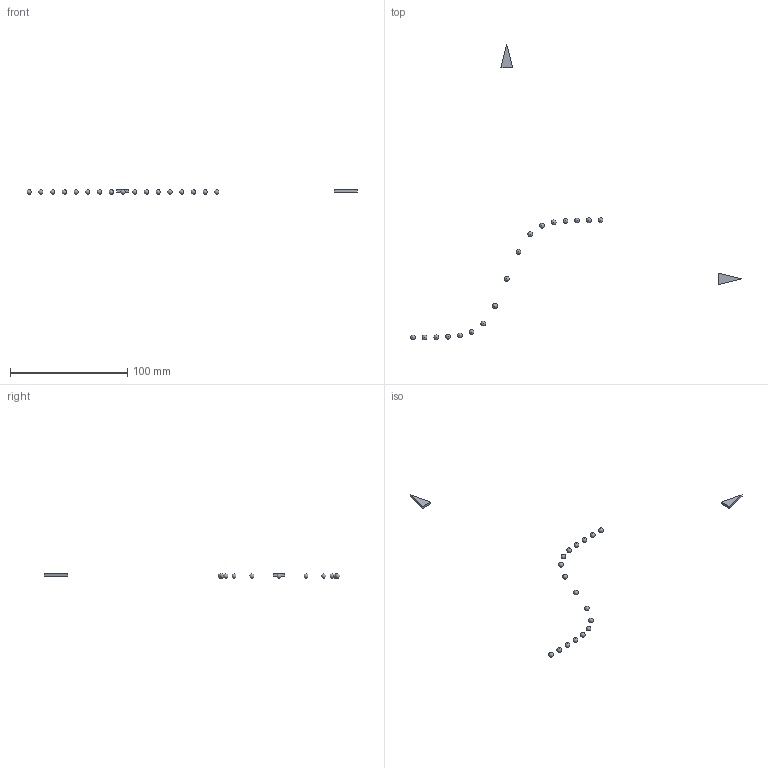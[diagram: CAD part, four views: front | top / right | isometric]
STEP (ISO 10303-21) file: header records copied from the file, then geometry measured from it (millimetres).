
FILE_DESCRIPTION(('Open CASCADE Model'),'2;1');
FILE_NAME('Open CASCADE Shape Model','2024-05-24T13:58:36',('Author'),( 'Open CASCADE'),'Open CASCADE STEP processor 7.7','Open CASCADE 7.7' ,'Unknown');
FILE_SCHEMA(('AUTOMOTIVE_DESIGN { 1 0 10303 214 1 1 1 1 }'));
Length unit declared in the file: millimetre
Products named in the file (20): Open CASCADE STEP translator 7.7 86; Open CASCADE STEP translator 7.7 86.1; Open CASCADE STEP translator 7.7 86.2; Open CASCADE STEP translator 7.7 86.3; Open CASCADE STEP translator 7.7 86.4; Open CASCADE STEP translator 7.7 86.5; Open CASCADE STEP translator 7.7 86.6; Open CASCADE STEP translator 7.7 86.7; Open CASCADE STEP translator 7.7 86.8; Open CASCADE STEP translator 7.7 86.9; Open CASCADE STEP translator 7.7 86.10; Open CASCADE STEP translator 7.7 86.11; Open CASCADE STEP translator 7.7 86.12; Open CASCADE STEP translator 7.7 86.13; Open CASCADE STEP translator 7.7 86.14; Open CASCADE STEP translator 7.7 86.15; Open CASCADE STEP translator 7.7 86.16; Open CASCADE STEP translator 7.7 86.17; Open CASCADE STEP translator 7.7 86.18; Open CASCADE STEP translator 7.7 86.19
Assembly tree (19 placements, depth 2):
  Open CASCADE STEP translator 7.7 86
    Open CASCADE STEP translator 7.7 86.1
    Open CASCADE STEP translator 7.7 86.2
    Open CASCADE STEP translator 7.7 86.3
    Open CASCADE STEP translator 7.7 86.4
    Open CASCADE STEP translator 7.7 86.5
    Open CASCADE STEP translator 7.7 86.6
    Open CASCADE STEP translator 7.7 86.7
    Open CASCADE STEP translator 7.7 86.8
    Open CASCADE STEP translator 7.7 86.9
    Open CASCADE STEP translator 7.7 86.10
    Open CASCADE STEP translator 7.7 86.11
    Open CASCADE STEP translator 7.7 86.12
    Open CASCADE STEP translator 7.7 86.13
    Open CASCADE STEP translator 7.7 86.14
    Open CASCADE STEP translator 7.7 86.15
    Open CASCADE STEP translator 7.7 86.16
    Open CASCADE STEP translator 7.7 86.17
    Open CASCADE STEP translator 7.7 86.18
    Open CASCADE STEP translator 7.7 86.19
Bounding box: 281.99 x 251.95 x 4 mm (x, y, z)
Volume: 969.7 mm3; surface area: 1459.4 mm2
Topology: 19 solids, 19 shells, 27 faces, 69 edges, 46 vertices
Faces by surface type: sphere 17, plane 10
Entity records: 1030 total; most frequent: DIRECTION 148, CARTESIAN_POINT 130, LINE 54, VECTOR 54, AXIS2_PLACEMENT_3D 47, PRODUCT_DEFINITION_SHAPE 39, ORIENTED_EDGE 36, PCURVE 36
